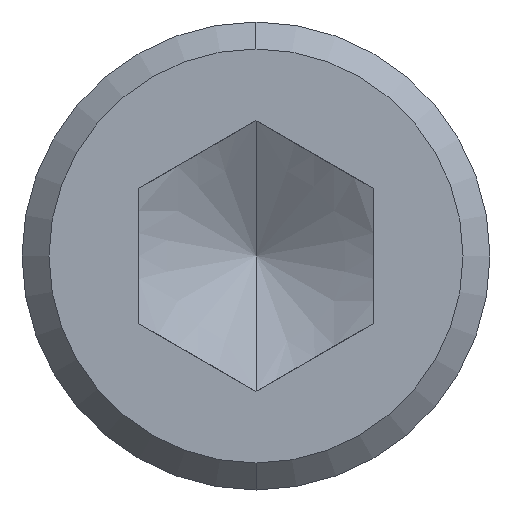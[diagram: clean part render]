
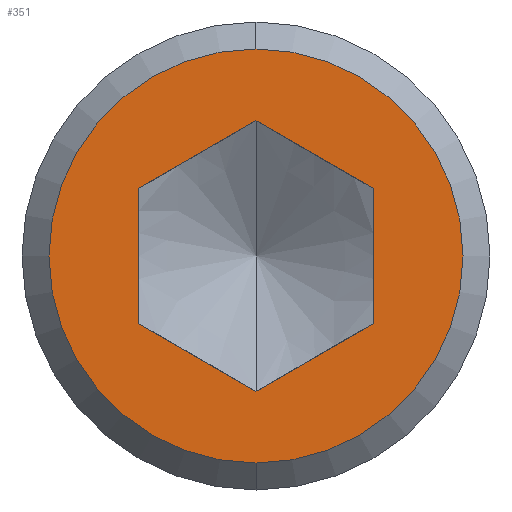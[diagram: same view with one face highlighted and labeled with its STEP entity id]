
A CAD part, left-side view. The second image highlights one B-rep face of the part: STEP entity #351.
In plain terms, the highlighted planar face has unit normal (-1, 0, 0).
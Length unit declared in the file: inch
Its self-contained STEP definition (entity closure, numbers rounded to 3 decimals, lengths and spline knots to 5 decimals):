
#1 = ORIENTED_EDGE ( 'NONE', *, *, #290, .T. ) ;
#12 = ORIENTED_EDGE ( 'NONE', *, *, #619, .T. ) ;
#13 = CARTESIAN_POINT ( 'NONE',  ( -0.19, 0.07813, 0.04511 ) ) ;
#15 = VECTOR ( 'NONE', #589, 39.37008 ) ;
#23 = DIRECTION ( 'NONE',  ( 0., 0., -1. ) ) ;
#30 = CARTESIAN_POINT ( 'NONE',  ( -0.19, 0.07813, 0.04511 ) ) ;
#49 = VECTOR ( 'NONE', #65, 39.37008 ) ;
#54 = VERTEX_POINT ( 'NONE', #214 ) ;
#62 = CARTESIAN_POINT ( 'NONE',  ( -0.19, 0., 0.138 ) ) ;
#63 = PLANE ( 'NONE',  #192 ) ;
#65 = DIRECTION ( 'NONE',  ( 0., 0.866, -0.5 ) ) ;
#67 = VERTEX_POINT ( 'NONE', #30 ) ;
#72 = ORIENTED_EDGE ( 'NONE', *, *, #392, .T. ) ;
#79 = CIRCLE ( 'NONE', #225, 0.138 ) ;
#93 = VERTEX_POINT ( 'NONE', #320 ) ;
#104 = CARTESIAN_POINT ( 'NONE',  ( -0.19, 0., -0.09021 ) ) ;
#106 = EDGE_LOOP ( 'NONE', ( #72, #376, #364, #1, #12, #412 ) ) ;
#110 = DIRECTION ( 'NONE',  ( 1., 0., 0. ) ) ;
#127 = CARTESIAN_POINT ( 'NONE',  ( -0.19, 0., 0.09021 ) ) ;
#141 = LINE ( 'NONE', #104, #15 ) ;
#147 = CARTESIAN_POINT ( 'NONE',  ( -0.19, 0., 0.09021 ) ) ;
#162 = LINE ( 'NONE', #127, #426 ) ;
#163 = VECTOR ( 'NONE', #403, 39.37008 ) ;
#166 = CARTESIAN_POINT ( 'NONE',  ( -0.19, -0.07813, -0.04511 ) ) ;
#183 = CIRCLE ( 'NONE', #438, 0.138 ) ;
#192 = AXIS2_PLACEMENT_3D ( 'NONE', #303, #205, #404 ) ;
#205 = DIRECTION ( 'NONE',  ( -1., 0., 0. ) ) ;
#214 = CARTESIAN_POINT ( 'NONE',  ( -0.19, -0.07813, -0.04511 ) ) ;
#225 = AXIS2_PLACEMENT_3D ( 'NONE', #604, #314, #23 ) ;
#227 = VERTEX_POINT ( 'NONE', #147 ) ;
#228 = VERTEX_POINT ( 'NONE', #343 ) ;
#232 = ORIENTED_EDGE ( 'NONE', *, *, #491, .F. ) ;
#258 = VERTEX_POINT ( 'NONE', #496 ) ;
#279 = EDGE_CURVE ( 'NONE', #93, #298, #183, .T. ) ;
#285 = VECTOR ( 'NONE', #513, 39.37008 ) ;
#286 = LINE ( 'NONE', #13, #163 ) ;
#290 = EDGE_CURVE ( 'NONE', #67, #227, #286, .T. ) ;
#298 = VERTEX_POINT ( 'NONE', #62 ) ;
#300 = VECTOR ( 'NONE', #509, 39.37008 ) ;
#303 = CARTESIAN_POINT ( 'NONE',  ( -0.19, 0., 0.069 ) ) ;
#314 = DIRECTION ( 'NONE',  ( 1., 0., 0. ) ) ;
#320 = CARTESIAN_POINT ( 'NONE',  ( -0.19, 0., -0.138 ) ) ;
#332 = FACE_OUTER_BOUND ( 'NONE', #430, .T. ) ;
#333 = EDGE_CURVE ( 'NONE', #414, #228, #141, .T. ) ;
#343 = CARTESIAN_POINT ( 'NONE',  ( -0.19, 0.07812, -0.04511 ) ) ;
#351 = ADVANCED_FACE ( 'NONE', ( #582, #332 ), #63, .T. ) ;
#364 = ORIENTED_EDGE ( 'NONE', *, *, #525, .T. ) ;
#376 = ORIENTED_EDGE ( 'NONE', *, *, #333, .T. ) ;
#392 = EDGE_CURVE ( 'NONE', #54, #414, #574, .T. ) ;
#398 = CARTESIAN_POINT ( 'NONE',  ( -0.19, 0., 0. ) ) ;
#403 = DIRECTION ( 'NONE',  ( 0., -0.866, 0.5 ) ) ;
#404 = DIRECTION ( 'NONE',  ( 0., 0., 1. ) ) ;
#412 = ORIENTED_EDGE ( 'NONE', *, *, #559, .T. ) ;
#414 = VERTEX_POINT ( 'NONE', #463 ) ;
#423 = DIRECTION ( 'NONE',  ( 0., -0.866, -0.5 ) ) ;
#426 = VECTOR ( 'NONE', #423, 39.37008 ) ;
#430 = EDGE_LOOP ( 'NONE', ( #617, #232 ) ) ;
#436 = LINE ( 'NONE', #561, #285 ) ;
#438 = AXIS2_PLACEMENT_3D ( 'NONE', #398, #110, #457 ) ;
#457 = DIRECTION ( 'NONE',  ( 0., 0., -1. ) ) ;
#463 = CARTESIAN_POINT ( 'NONE',  ( -0.19, 0., -0.09021 ) ) ;
#466 = CARTESIAN_POINT ( 'NONE',  ( -0.19, 0.07813, 0.069 ) ) ;
#491 = EDGE_CURVE ( 'NONE', #298, #93, #79, .T. ) ;
#496 = CARTESIAN_POINT ( 'NONE',  ( -0.19, -0.07812, 0.04511 ) ) ;
#509 = DIRECTION ( 'NONE',  ( 0., 0., 1. ) ) ;
#513 = DIRECTION ( 'NONE',  ( 0., 0., -1. ) ) ;
#525 = EDGE_CURVE ( 'NONE', #228, #67, #567, .T. ) ;
#559 = EDGE_CURVE ( 'NONE', #258, #54, #436, .T. ) ;
#561 = CARTESIAN_POINT ( 'NONE',  ( -0.19, -0.07812, 0.069 ) ) ;
#567 = LINE ( 'NONE', #466, #300 ) ;
#574 = LINE ( 'NONE', #166, #49 ) ;
#582 = FACE_BOUND ( 'NONE', #106, .T. ) ;
#589 = DIRECTION ( 'NONE',  ( 0., 0.866, 0.5 ) ) ;
#604 = CARTESIAN_POINT ( 'NONE',  ( -0.19, 0., 0. ) ) ;
#617 = ORIENTED_EDGE ( 'NONE', *, *, #279, .F. ) ;
#619 = EDGE_CURVE ( 'NONE', #227, #258, #162, .T. ) ;
